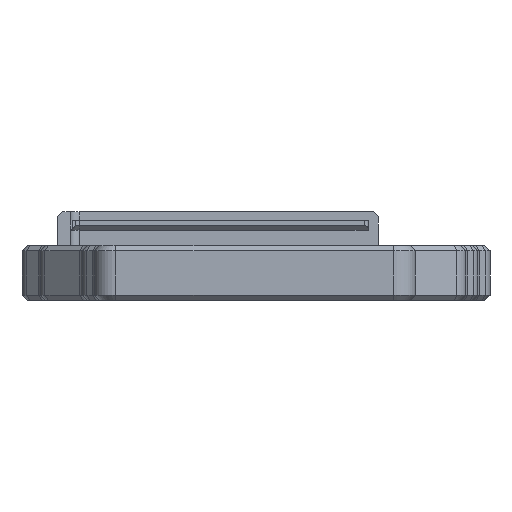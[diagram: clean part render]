
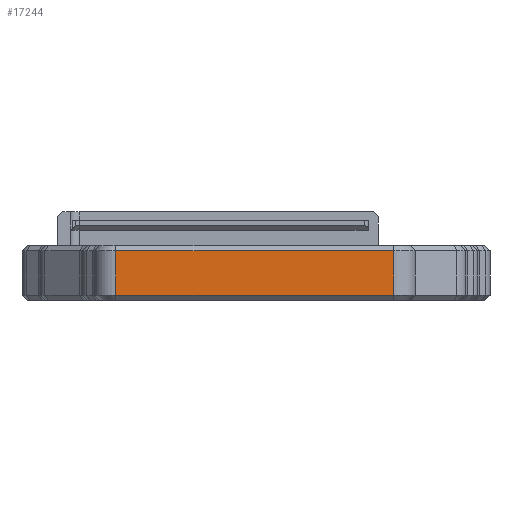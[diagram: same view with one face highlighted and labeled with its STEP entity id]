
A CAD part, left-side view. The second image highlights one B-rep face of the part: STEP entity #17244.
In plain terms, the highlighted planar face has unit normal (-1, 0, 0).
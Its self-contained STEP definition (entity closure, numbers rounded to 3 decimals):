
#1480=FACE_OUTER_BOUND('',#2449,.T.);
#2449=EDGE_LOOP('',(#11664,#11665,#11666,#11667));
#3572=LINE('',#25600,#5384);
#3610=LINE('',#25715,#5422);
#3612=LINE('',#25721,#5424);
#3613=LINE('',#25722,#5425);
#5384=VECTOR('',#20185,10.);
#5422=VECTOR('',#20303,10.);
#5424=VECTOR('',#20309,10.);
#5425=VECTOR('',#20310,10.);
#7197=VERTEX_POINT('',#25592);
#7199=VERTEX_POINT('',#25598);
#7236=VERTEX_POINT('',#25714);
#7238=VERTEX_POINT('',#25720);
#8910=EDGE_CURVE('',#7199,#7197,#3572,.T.);
#8968=EDGE_CURVE('',#7197,#7236,#3610,.T.);
#8971=EDGE_CURVE('',#7199,#7238,#3612,.T.);
#8972=EDGE_CURVE('',#7236,#7238,#3613,.T.);
#11664=ORIENTED_EDGE('',*,*,#8910,.F.);
#11665=ORIENTED_EDGE('',*,*,#8971,.T.);
#11666=ORIENTED_EDGE('',*,*,#8972,.F.);
#11667=ORIENTED_EDGE('',*,*,#8968,.F.);
#16717=PLANE('',#18280);
#17244=ADVANCED_FACE('',(#1480),#16717,.T.);
#18280=AXIS2_PLACEMENT_3D('',#25719,#20307,#20308);
#20185=DIRECTION('',(0.,1.,0.));
#20303=DIRECTION('',(0.,0.,1.));
#20307=DIRECTION('center_axis',(-1.,0.,0.));
#20308=DIRECTION('ref_axis',(0.,-1.,0.));
#20309=DIRECTION('',(0.,0.,1.));
#20310=DIRECTION('',(0.,-1.,0.));
#25592=CARTESIAN_POINT('',(-142.25,69.493,1.));
#25598=CARTESIAN_POINT('',(-142.25,16.293,1.));
#25600=CARTESIAN_POINT('',(-142.25,56.068,1.));
#25714=CARTESIAN_POINT('',(-142.25,69.493,9.5));
#25715=CARTESIAN_POINT('',(-142.25,69.493,0.));
#25719=CARTESIAN_POINT('Origin',(-142.25,69.493,0.));
#25720=CARTESIAN_POINT('',(-142.25,16.293,9.5));
#25721=CARTESIAN_POINT('',(-142.25,16.293,0.));
#25722=CARTESIAN_POINT('',(-142.25,56.068,9.5));
